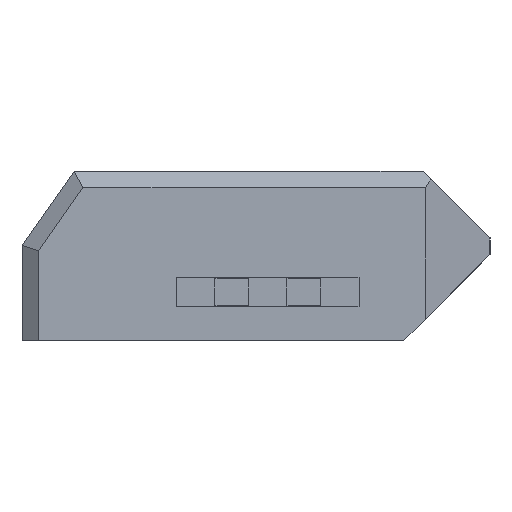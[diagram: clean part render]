
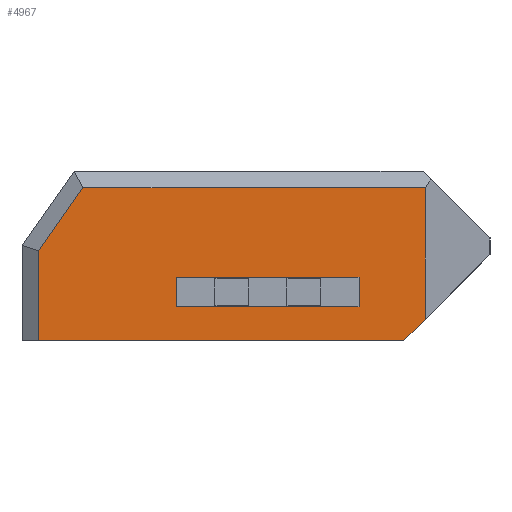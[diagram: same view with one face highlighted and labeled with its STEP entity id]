
A CAD part, left-side view. The second image highlights one B-rep face of the part: STEP entity #4967.
In plain terms, the highlighted planar face has unit normal (-1, 0, 0).
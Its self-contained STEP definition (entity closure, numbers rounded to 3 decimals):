
#91=FACE_BOUND('',#1021,.T.);
#445=PLANE('',#5272);
#721=FACE_OUTER_BOUND('',#1020,.T.);
#1020=EDGE_LOOP('',(#4600,#4601,#4602,#4603,#4604,#4605));
#1021=EDGE_LOOP('',(#4606,#4607,#4608,#4609));
#1259=LINE('',#8530,#1706);
#1262=LINE('',#8536,#1709);
#1265=LINE('',#8542,#1712);
#1268=LINE('',#8546,#1715);
#1422=LINE('',#9132,#1869);
#1430=LINE('',#9146,#1877);
#1436=LINE('',#9163,#1883);
#1438=LINE('',#9167,#1885);
#1442=LINE('',#9172,#1889);
#1456=LINE('',#9201,#1903);
#1706=VECTOR('',#5650,10.);
#1709=VECTOR('',#5655,10.);
#1712=VECTOR('',#5660,10.);
#1715=VECTOR('',#5665,10.);
#1869=VECTOR('',#6187,10.);
#1877=VECTOR('',#6199,10.);
#1883=VECTOR('',#6217,10.);
#1885=VECTOR('',#6221,10.);
#1889=VECTOR('',#6227,10.);
#1903=VECTOR('',#6261,10.);
#2331=VERTEX_POINT('',#8527);
#2332=VERTEX_POINT('',#8529);
#2334=VERTEX_POINT('',#8535);
#2336=VERTEX_POINT('',#8541);
#2453=VERTEX_POINT('',#9129);
#2454=VERTEX_POINT('',#9131);
#2458=VERTEX_POINT('',#9145);
#2462=VERTEX_POINT('',#9160);
#2463=VERTEX_POINT('',#9162);
#2464=VERTEX_POINT('',#9166);
#2914=EDGE_CURVE('',#2332,#2331,#1259,.T.);
#2917=EDGE_CURVE('',#2334,#2332,#1262,.T.);
#2920=EDGE_CURVE('',#2336,#2334,#1265,.T.);
#2923=EDGE_CURVE('',#2331,#2336,#1268,.T.);
#3151=EDGE_CURVE('',#2454,#2453,#1422,.T.);
#3159=EDGE_CURVE('',#2454,#2458,#1430,.T.);
#3165=EDGE_CURVE('',#2462,#2463,#1436,.T.);
#3167=EDGE_CURVE('',#2463,#2464,#1438,.T.);
#3171=EDGE_CURVE('',#2464,#2453,#1442,.T.);
#3185=EDGE_CURVE('',#2458,#2462,#1456,.T.);
#4600=ORIENTED_EDGE('',*,*,#3151,.T.);
#4601=ORIENTED_EDGE('',*,*,#3171,.F.);
#4602=ORIENTED_EDGE('',*,*,#3167,.F.);
#4603=ORIENTED_EDGE('',*,*,#3165,.F.);
#4604=ORIENTED_EDGE('',*,*,#3185,.F.);
#4605=ORIENTED_EDGE('',*,*,#3159,.F.);
#4606=ORIENTED_EDGE('',*,*,#2914,.T.);
#4607=ORIENTED_EDGE('',*,*,#2923,.T.);
#4608=ORIENTED_EDGE('',*,*,#2920,.T.);
#4609=ORIENTED_EDGE('',*,*,#2917,.T.);
#4967=ADVANCED_FACE('',(#721,#91),#445,.F.);
#5272=AXIS2_PLACEMENT_3D('',#9202,#6262,#6263);
#5650=DIRECTION('',(0.,0.,1.));
#5655=DIRECTION('',(0.,1.,0.));
#5660=DIRECTION('',(0.,0.,-1.));
#5665=DIRECTION('',(0.,-1.,0.));
#6187=DIRECTION('',(0.,0.,1.));
#6199=DIRECTION('',(0.,0.707,-0.707));
#6217=DIRECTION('',(0.,0.,1.));
#6221=DIRECTION('',(0.,-0.574,0.819));
#6227=DIRECTION('',(0.,-1.,0.));
#6261=DIRECTION('',(0.,1.,0.));
#6262=DIRECTION('center_axis',(1.,0.,0.));
#6263=DIRECTION('ref_axis',(0.,1.,0.));
#8527=CARTESIAN_POINT('',(-2.5,35.4,0.3));
#8529=CARTESIAN_POINT('',(-2.5,35.4,-4.1));
#8530=CARTESIAN_POINT('',(-2.5,35.4,-0.3));
#8535=CARTESIAN_POINT('',(-2.5,8.1,-4.1));
#8536=CARTESIAN_POINT('',(-2.5,15.8,-4.1));
#8541=CARTESIAN_POINT('',(-2.5,8.1,0.3));
#8542=CARTESIAN_POINT('',(-2.5,8.1,1.9));
#8546=CARTESIAN_POINT('',(-2.5,29.45,0.3));
#9129=CARTESIAN_POINT('',(-2.5,-1.842,13.7));
#9131=CARTESIAN_POINT('',(-2.5,-1.842,-5.948));
#9132=CARTESIAN_POINT('',(-2.5,-1.842,9.85));
#9145=CARTESIAN_POINT('',(-2.5,1.41,-9.2));
#9146=CARTESIAN_POINT('',(-2.5,-11.486,3.696));
#9160=CARTESIAN_POINT('',(-2.5,55.986,-9.2));
#9162=CARTESIAN_POINT('',(-2.5,55.986,4.272));
#9163=CARTESIAN_POINT('',(-2.5,55.986,-2.85));
#9166=CARTESIAN_POINT('',(-2.5,49.384,13.7));
#9167=CARTESIAN_POINT('',(-2.5,51.049,11.322));
#9172=CARTESIAN_POINT('',(-2.5,37.093,13.7));
#9201=CARTESIAN_POINT('',(-2.5,-11.486,-9.2));
#9202=CARTESIAN_POINT('Origin',(-2.5,23.5,3.5));
